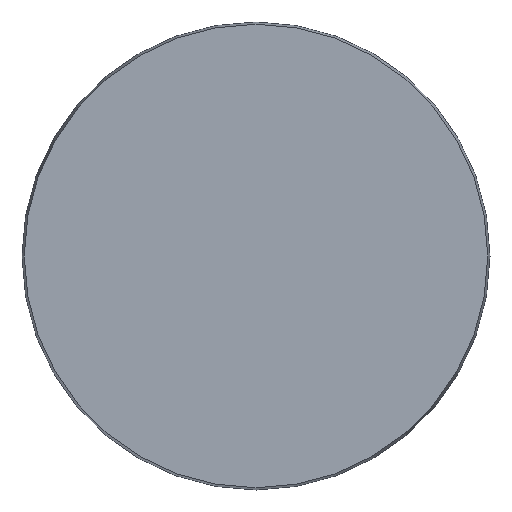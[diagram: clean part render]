
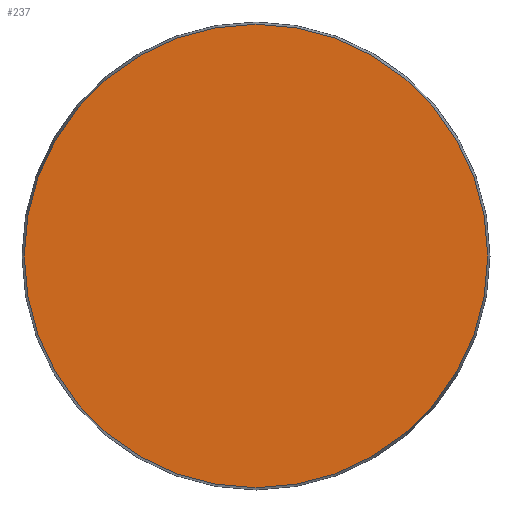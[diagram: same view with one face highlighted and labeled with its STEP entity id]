
A CAD part, front view. The second image highlights one B-rep face of the part: STEP entity #237.
In plain terms, the highlighted planar face has unit normal (0, -1, 0).
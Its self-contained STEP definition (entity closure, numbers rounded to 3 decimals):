
#41 = DIRECTION ( 'NONE',  ( 0., 1., 0. ) ) ;
#74 = EDGE_LOOP ( 'NONE', ( #435 ) ) ;
#75 = DIRECTION ( 'NONE',  ( 0., 0., 1. ) ) ;
#158 = EDGE_CURVE ( 'NONE', #438, #438, #200, .T. ) ;
#191 = AXIS2_PLACEMENT_3D ( 'NONE', #199, #239, #452 ) ;
#199 = CARTESIAN_POINT ( 'NONE',  ( 0., 0., 0. ) ) ;
#200 = CIRCLE ( 'NONE', #191, 58.425 ) ;
#234 = AXIS2_PLACEMENT_3D ( 'NONE', #423, #41, #75 ) ;
#237 = ADVANCED_FACE ( 'NONE', ( #427 ), #465, .F. ) ;
#239 = DIRECTION ( 'NONE',  ( 0., -1., 0. ) ) ;
#404 = CARTESIAN_POINT ( 'NONE',  ( 0., 0., -58.425 ) ) ;
#423 = CARTESIAN_POINT ( 'NONE',  ( -58.425, 0., 0. ) ) ;
#427 = FACE_OUTER_BOUND ( 'NONE', #74, .T. ) ;
#435 = ORIENTED_EDGE ( 'NONE', *, *, #158, .T. ) ;
#438 = VERTEX_POINT ( 'NONE', #404 ) ;
#452 = DIRECTION ( 'NONE',  ( 0., 0., -1. ) ) ;
#465 = PLANE ( 'NONE',  #234 ) ;
